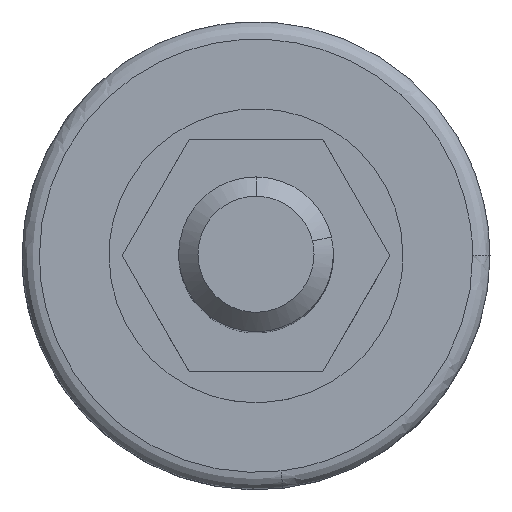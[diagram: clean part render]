
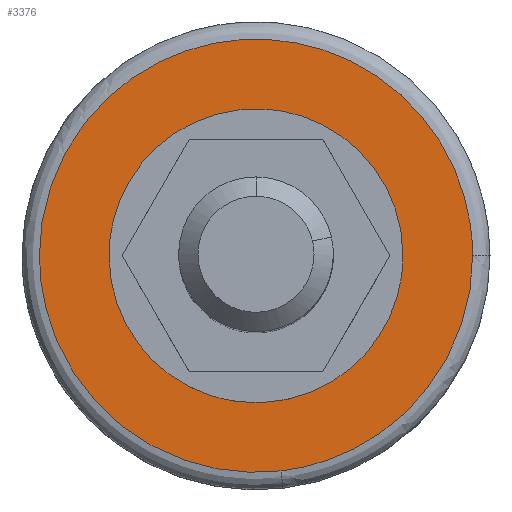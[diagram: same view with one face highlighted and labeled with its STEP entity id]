
A CAD part, top view. The second image highlights one B-rep face of the part: STEP entity #3376.
In plain terms, the highlighted free-form (B-spline) face has degree [1, 1] with [2, 2] control points.
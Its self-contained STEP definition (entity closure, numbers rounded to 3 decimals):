
#2506=CARTESIAN_POINT('',(-0.757,6.053,16.0));
#2507=VERTEX_POINT('',#2506);
#2513=CARTESIAN_POINT('',(-6.1,0.0,16.0));
#2514=VERTEX_POINT('',#2513);
#2515=CARTESIAN_POINT('',(-0.757,6.053,16.));
#2516=CARTESIAN_POINT('',(-6.1,5.384,16.));
#2517=CARTESIAN_POINT('',(-6.1,0.0,16.0));
#2525=(BOUNDED_CURVE()B_SPLINE_CURVE(2,(#2515,#2516,#2517),.UNSPECIFIED.,.F.,.U.)B_SPLINE_CURVE_WITH_KNOTS((3,3),(0.271,0.5),.UNSPECIFIED.)CURVE()GEOMETRIC_REPRESENTATION_ITEM()RATIONAL_B_SPLINE_CURVE((0.954,0.732,1.0))REPRESENTATION_ITEM(''));
#2526=EDGE_CURVE('',#2507,#2514,#2525,.T.);
#2528=CARTESIAN_POINT('',(0.053,-6.1,16.0));
#2529=VERTEX_POINT('',#2528);
#2530=CARTESIAN_POINT('',(-6.1,0.0,16.0));
#2531=CARTESIAN_POINT('',(-6.1,-6.1,16.0));
#2532=CARTESIAN_POINT('',(0.0,-6.1,16.0));
#2533=CARTESIAN_POINT('',(0.027,-6.1,16.0));
#2534=CARTESIAN_POINT('',(0.053,-6.1,16.));
#2542=(BOUNDED_CURVE()B_SPLINE_CURVE(2,(#2530,#2531,#2532,#2533,#2534),.UNSPECIFIED.,.F.,.U.)B_SPLINE_CURVE_WITH_KNOTS((3,2,3),(0.5,0.75,0.752),.UNSPECIFIED.)CURVE()GEOMETRIC_REPRESENTATION_ITEM()RATIONAL_B_SPLINE_CURVE((1.0,0.707,1.0,0.998,0.996))REPRESENTATION_ITEM(''));
#2543=EDGE_CURVE('',#2514,#2529,#2542,.T.);
#2623=CARTESIAN_POINT('',(6.1,0.0,16.0));
#2624=VERTEX_POINT('',#2623);
#2625=CARTESIAN_POINT('',(0.053,-6.1,16.0));
#2626=CARTESIAN_POINT('',(6.1,-6.047,16.));
#2627=CARTESIAN_POINT('',(6.1,0.0,16.0));
#2635=(BOUNDED_CURVE()B_SPLINE_CURVE(2,(#2625,#2626,#2627),.UNSPECIFIED.,.F.,.U.)B_SPLINE_CURVE_WITH_KNOTS((3,3),(0.752,1.0),.UNSPECIFIED.)CURVE()GEOMETRIC_REPRESENTATION_ITEM()RATIONAL_B_SPLINE_CURVE((0.996,0.709,1.0))REPRESENTATION_ITEM(''));
#2636=EDGE_CURVE('',#2529,#2624,#2635,.T.);
#2638=CARTESIAN_POINT('',(6.1,0.0,16.0));
#2639=CARTESIAN_POINT('',(6.1,6.1,16.0));
#2640=CARTESIAN_POINT('',(0.0,6.1,16.0));
#2641=CARTESIAN_POINT('',(-0.38,6.1,16.));
#2642=CARTESIAN_POINT('',(-0.757,6.053,16.));
#2650=(BOUNDED_CURVE()B_SPLINE_CURVE(2,(#2638,#2639,#2640,#2641,#2642),.UNSPECIFIED.,.F.,.U.)B_SPLINE_CURVE_WITH_KNOTS((3,2,3),(0.0,0.25,0.271),.UNSPECIFIED.)CURVE()GEOMETRIC_REPRESENTATION_ITEM()RATIONAL_B_SPLINE_CURVE((1.0,0.707,1.0,0.975,0.954))REPRESENTATION_ITEM(''));
#2651=EDGE_CURVE('',#2624,#2507,#2650,.T.);
#3238=CARTESIAN_POINT('',(3.233,-27.813,16.0));
#3239=VERTEX_POINT('',#3238);
#3240=CARTESIAN_POINT('',(-28.0,0.0,16.0));
#3241=VERTEX_POINT('',#3240);
#3242=CARTESIAN_POINT('',(3.233,-27.813,16.0));
#3243=CARTESIAN_POINT('',(1.622,-28.,16.0));
#3244=CARTESIAN_POINT('',(0.0,-28.0,16.0));
#3245=CARTESIAN_POINT('',(-28.,-28.,16.0));
#3246=CARTESIAN_POINT('',(-28.0,0.0,16.0));
#3254=(BOUNDED_CURVE()B_SPLINE_CURVE(2,(#3242,#3243,#3244,#3245,#3246),.UNSPECIFIED.,.F.,.U.)B_SPLINE_CURVE_WITH_KNOTS((3,2,3),(0.73,0.75,1.0),.UNSPECIFIED.)CURVE()GEOMETRIC_REPRESENTATION_ITEM()RATIONAL_B_SPLINE_CURVE((0.957,0.977,1.0,0.707,1.0))REPRESENTATION_ITEM(''));
#3255=EDGE_CURVE('',#3239,#3241,#3254,.T.);
#3257=CARTESIAN_POINT('',(28.,0.,16.0));
#3258=VERTEX_POINT('',#3257);
#3259=CARTESIAN_POINT('',(-28.0,0.0,16.0));
#3260=CARTESIAN_POINT('',(-28.,28.,16.0));
#3261=CARTESIAN_POINT('',(0.0,28.0,16.0));
#3262=CARTESIAN_POINT('',(28.,28.,16.0));
#3263=CARTESIAN_POINT('',(28.,0.,16.0));
#3271=(BOUNDED_CURVE()B_SPLINE_CURVE(2,(#3259,#3260,#3261,#3262,#3263),.UNSPECIFIED.,.F.,.U.)B_SPLINE_CURVE_WITH_KNOTS((3,2,3),(0.0,0.25,0.5),.UNSPECIFIED.)CURVE()GEOMETRIC_REPRESENTATION_ITEM()RATIONAL_B_SPLINE_CURVE((1.0,0.707,1.0,0.707,1.0))REPRESENTATION_ITEM(''));
#3272=EDGE_CURVE('',#3241,#3258,#3271,.T.);
#3324=CARTESIAN_POINT('',(28.,0.,16.0));
#3325=CARTESIAN_POINT('',(28.0,-24.934,16.0));
#3326=CARTESIAN_POINT('',(3.233,-27.813,16.0));
#3334=(BOUNDED_CURVE()B_SPLINE_CURVE(2,(#3324,#3325,#3326),.UNSPECIFIED.,.F.,.U.)B_SPLINE_CURVE_WITH_KNOTS((3,3),(0.5,0.73),.UNSPECIFIED.)CURVE()GEOMETRIC_REPRESENTATION_ITEM()RATIONAL_B_SPLINE_CURVE((1.0,0.731,0.957))REPRESENTATION_ITEM(''));
#3335=EDGE_CURVE('',#3258,#3239,#3334,.T.);
#3360=CARTESIAN_POINT('',(-30.797,-30.797,16.0));
#3361=CARTESIAN_POINT('',(30.797,-30.797,16.0));
#3362=CARTESIAN_POINT('',(-30.797,30.797,16.0));
#3363=CARTESIAN_POINT('',(30.797,30.797,16.0));
#3364=B_SPLINE_SURFACE_WITH_KNOTS('',1,1,((#3360,#3362),(#3361,#3363)),.UNSPECIFIED.,.F.,.F.,.U.,(2,2),(2,2),(0.0,61.594),(0.0,61.594),.UNSPECIFIED.);
#3365=ORIENTED_EDGE('',*,*,#3255,.F.);
#3366=ORIENTED_EDGE('',*,*,#3335,.F.);
#3367=ORIENTED_EDGE('',*,*,#3272,.F.);
#3368=EDGE_LOOP('',(#3365,#3366,#3367));
#3369=FACE_OUTER_BOUND('',#3368,.T.);
#3370=ORIENTED_EDGE('',*,*,#2543,.F.);
#3371=ORIENTED_EDGE('',*,*,#2526,.F.);
#3372=ORIENTED_EDGE('',*,*,#2651,.F.);
#3373=ORIENTED_EDGE('',*,*,#2636,.F.);
#3374=EDGE_LOOP('',(#3370,#3371,#3372,#3373));
#3375=FACE_BOUND('',#3374,.T.);
#3376=ADVANCED_FACE('',(#3369,#3375),#3364,.T.);
